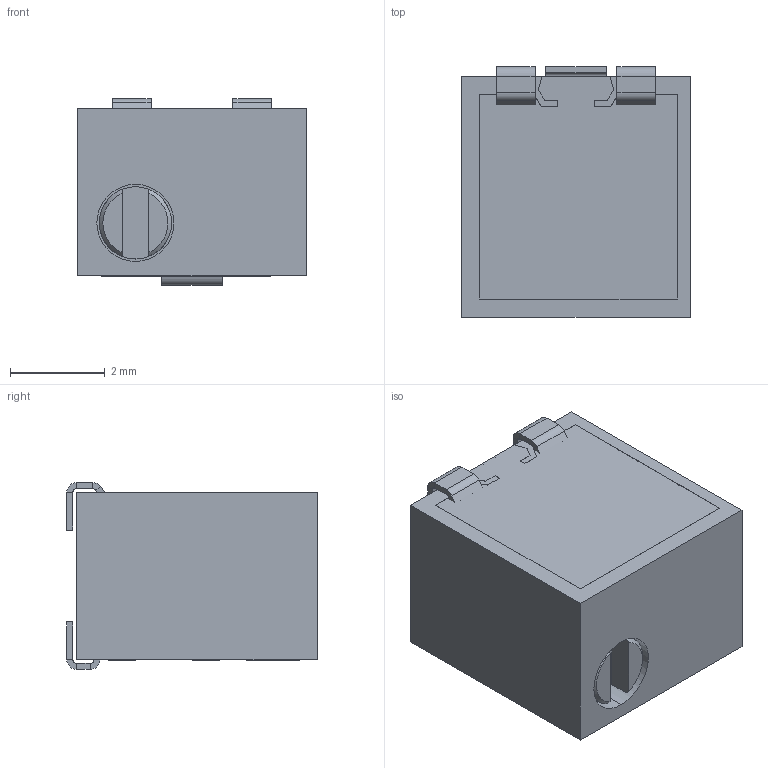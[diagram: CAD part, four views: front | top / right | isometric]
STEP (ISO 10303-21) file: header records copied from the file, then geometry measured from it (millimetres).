
FILE_DESCRIPTION((''),'2;1');
FILE_NAME('3224W','2009-07-24T',('perryw1'),('Bourns, Inc.'),'PRO/ENGINEER BY PARAMETRIC TECHNOLOGY CORPORATION, 2001200','PRO/ENGINEER BY PARAMETRIC TECHNOLOGY CORPORATION, 2001200','');
FILE_SCHEMA(('CONFIG_CONTROL_DESIGN'));
Length unit declared in the file: inch
Products named in the file (1): 3224W
Bounding box: 4.83 x 5.28 x 3.94 mm (x, y, z)
Volume: 30.2 mm3; surface area: 247.2 mm2
Topology: 19 solids, 19 shells, 476 faces, 1246 edges, 810 vertices
Faces by surface type: plane 270, extrusion 176, cylinder 26, cone 4
Entity records: 15250 total; most frequent: CARTESIAN_POINT 4164, ORIENTED_EDGE 2492, DIRECTION 1726, EDGE_CURVE 1246, VECTOR 1006, LINE 830, VERTEX_POINT 810, B_SPLINE_CURVE_WITH_KNOTS 532
